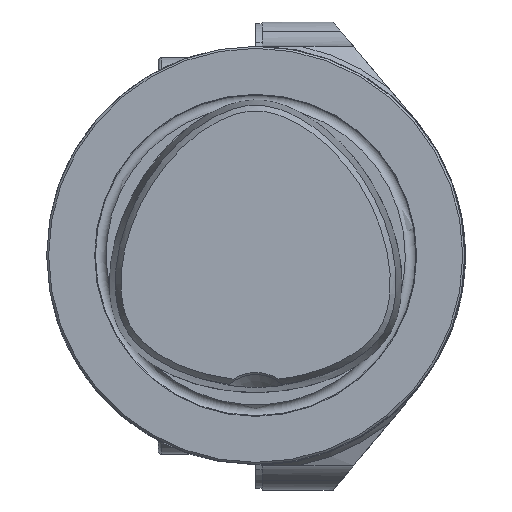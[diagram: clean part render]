
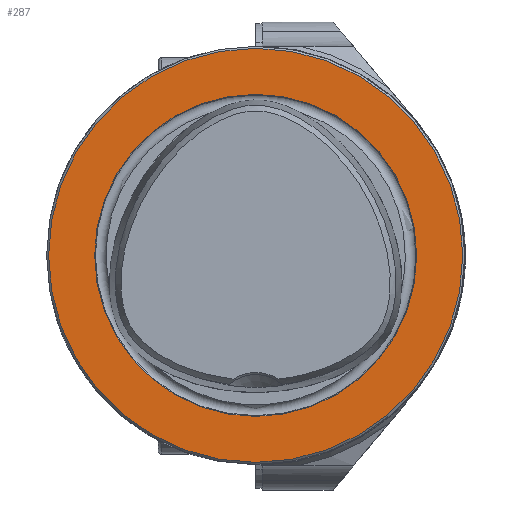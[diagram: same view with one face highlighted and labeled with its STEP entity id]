
A CAD part, top view. The second image highlights one B-rep face of the part: STEP entity #287.
In plain terms, the highlighted planar face has unit normal (0, 0, 1).
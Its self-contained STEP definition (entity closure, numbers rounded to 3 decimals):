
#287=ADVANCED_FACE('CU_E_LO_SU_1',(#522,#523),#355,.F.);
#355=PLANE('',#1644);
#522=FACE_BOUND('',#616,.T.);
#523=FACE_BOUND('',#617,.T.);
#616=EDGE_LOOP('',(#936));
#617=EDGE_LOOP('',(#937));
#936=ORIENTED_EDGE('',*,*,#1400,.F.);
#937=ORIENTED_EDGE('',*,*,#1399,.T.);
#1219=VERTEX_POINT('',#8396);
#1220=VERTEX_POINT('',#8399);
#1399=EDGE_CURVE('',#1219,#1219,#1494,.T.);
#1400=EDGE_CURVE('',#1220,#1220,#1495,.T.);
#1494=CIRCLE('',#1641,31.2);
#1495=CIRCLE('',#1643,24.264);
#1641=AXIS2_PLACEMENT_3D('',#8395,#1952,#1953);
#1643=AXIS2_PLACEMENT_3D('',#8398,#1956,#1957);
#1644=AXIS2_PLACEMENT_3D('',#8400,#1958,#1959);
#1952=DIRECTION('',(0.,0.,1.));
#1953=DIRECTION('',(1.,0.,0.));
#1956=DIRECTION('',(0.,0.,1.));
#1957=DIRECTION('',(1.,0.,0.));
#1958=DIRECTION('',(0.,0.,-1.));
#1959=DIRECTION('',(-1.,0.,0.));
#8395=CARTESIAN_POINT('',(0.,0.,0.));
#8396=CARTESIAN_POINT('',(31.2,0.,0.));
#8398=CARTESIAN_POINT('',(0.,0.,0.));
#8399=CARTESIAN_POINT('',(24.264,0.,0.));
#8400=CARTESIAN_POINT('',(0.,-31.2,0.));
